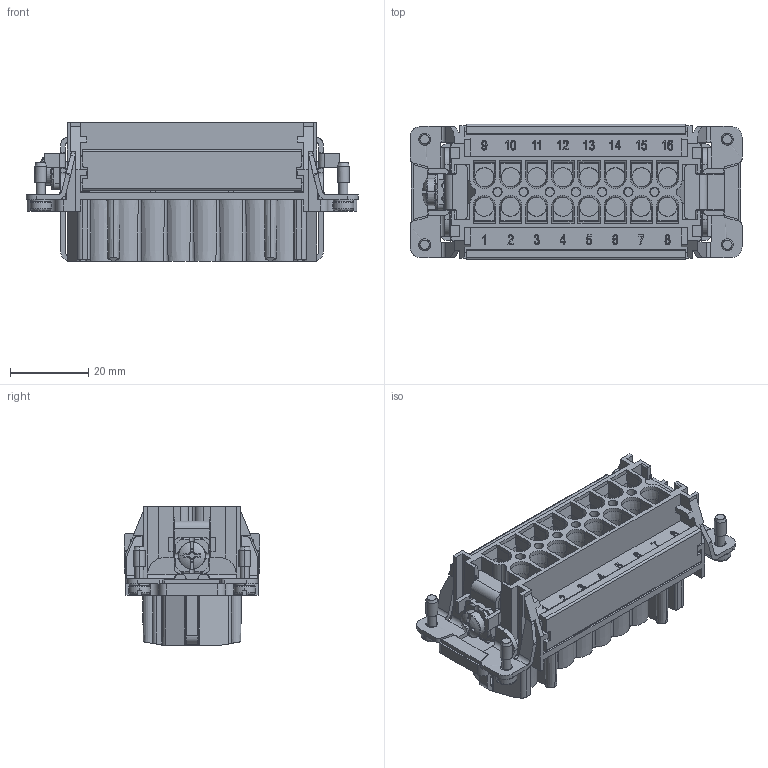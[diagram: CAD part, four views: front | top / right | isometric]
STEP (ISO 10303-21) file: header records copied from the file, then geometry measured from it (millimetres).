
FILE_DESCRIPTION (( 'STEP AP203' ), '1' );
FILE_NAME ('ZP-MC16B-1-FC016.STEP', '2023-07-06T18:03:22', ( '' ), ( '' ), 'SwSTEP 2.0', 'SolidWorks 2021', '' );
FILE_SCHEMA (( 'CONFIG_CONTROL_DESIGN' ));
Length unit declared in the file: inch
Products named in the file (1): ZP-MC16B-1-FC016
Bounding box: 85 x 34.6 x 35.5 mm (x, y, z)
Volume: 36416.7 mm3; surface area: 32396.2 mm2
Topology: 3 solids, 5 shells, 2386 faces, 6409 edges, 4140 vertices
Faces by surface type: plane 1519, cylinder 453, bspline 228, cone 168, torus 18
Full cylindrical faces by diameter (mm): 0.4 x3
Entity records: 93625 total; most frequent: CARTESIAN_POINT 37020, ORIENTED_EDGE 12810, DIRECTION 9949, EDGE_CURVE 6405, VERTEX_POINT 4150, LINE 4141, VECTOR 4141, AXIS2_PLACEMENT_3D 2904
